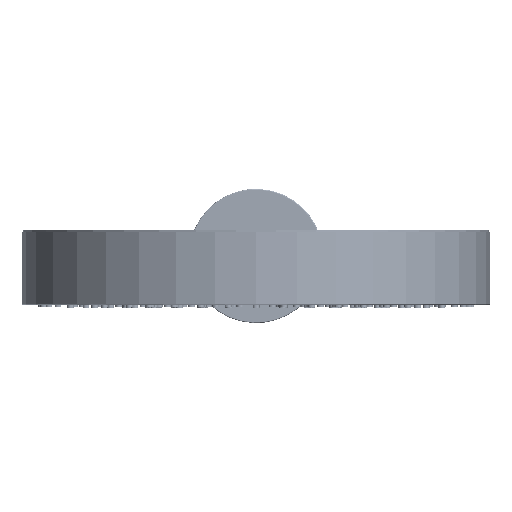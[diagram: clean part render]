
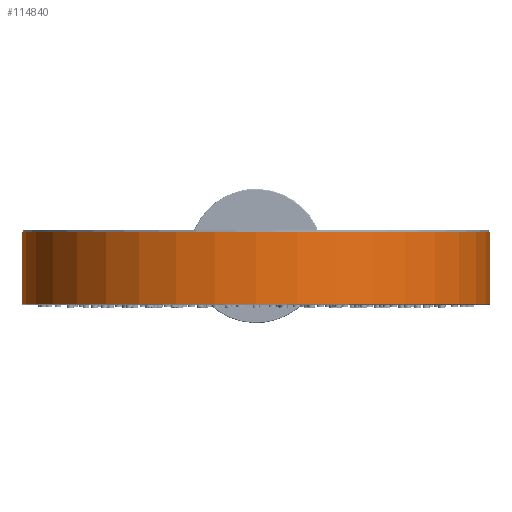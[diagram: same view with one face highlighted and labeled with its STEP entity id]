
A CAD part, top view. The second image highlights one B-rep face of the part: STEP entity #114840.
In plain terms, the highlighted cylindrical face has radius 125.5 mm (diameter 251 mm), a partial arc.
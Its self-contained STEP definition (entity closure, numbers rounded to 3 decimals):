
#105494=CARTESIAN_POINT('',(-135.,1021.05,
397.75));
#105495=DIRECTION('',(0.,-1.,
0.));
#105496=DIRECTION('',(1.,0.,0.));
#105497=AXIS2_PLACEMENT_3D('',#105494,#105495,#105496);
#105499=DIRECTION('',(0.,-1.,
0.));
#105500=VECTOR('',#105499,38.5);
#105501=CARTESIAN_POINT('',(-9.5,1059.55,
397.747));
#105502=LINE('',#105501,#105500);
#105511=DIRECTION('',(0.,-1.,0.));
#105512=VECTOR('',#105511,38.5);
#105513=CARTESIAN_POINT('',(-260.5,1059.55,
397.749));
#105514=LINE('',#105513,#105512);
#105515=CARTESIAN_POINT('',(-135.,1021.05,
397.75));
#105516=DIRECTION('',(0.,-1.,
0.));
#105517=DIRECTION('',(0.,0.,1.));
#105518=AXIS2_PLACEMENT_3D('',#105515,#105516,#105517);
#110514=CARTESIAN_POINT('',(-135.,1059.55,
397.747));
#110515=DIRECTION('',(0.,1.,0.));
#110516=DIRECTION('',(-1.,0.,0.));
#110517=AXIS2_PLACEMENT_3D('',#110514,#110515,#110516);
#112786=CARTESIAN_POINT('',(-260.5,1059.55,
397.749));
#112787=CARTESIAN_POINT('',(-260.5,1021.05,
397.75));
#112788=VERTEX_POINT('',#112786);
#112789=VERTEX_POINT('',#112787);
#112790=CARTESIAN_POINT('',(-9.5,1059.55,
397.747));
#112791=CARTESIAN_POINT('',(-9.5,1021.05,
397.75));
#112792=VERTEX_POINT('',#112790);
#112793=VERTEX_POINT('',#112791);
#112817=CARTESIAN_POINT('',(-135.,1021.06,
523.25));
#112818=VERTEX_POINT('',#112817);
#114823=CARTESIAN_POINT('',(-135.,1060.55,
397.747));
#114824=DIRECTION('',(0.,-1.,
0.));
#114825=DIRECTION('',(1.,0.,0.));
#114826=AXIS2_PLACEMENT_3D('',#114823,#114824,#114825);
#114827=CYLINDRICAL_SURFACE('',#114826,125.5);
#114829=ORIENTED_EDGE('',*,*,#114828,.T.);
#114831=ORIENTED_EDGE('',*,*,#114830,.T.);
#114833=ORIENTED_EDGE('',*,*,#114832,.F.);
#114835=ORIENTED_EDGE('',*,*,#114834,.T.);
#114837=ORIENTED_EDGE('',*,*,#114836,.T.);
#114838=EDGE_LOOP('',(#114829,#114831,#114833,#114835,#114837));
#114839=FACE_OUTER_BOUND('',#114838,.F.);
#114840=ADVANCED_FACE('',(#114839),#114827,.T.);
#105498=CIRCLE('',#105497,125.5);
#105519=CIRCLE('',#105518,125.5);
#110518=CIRCLE('',#110517,125.5);
#114828=EDGE_CURVE('',#112793,#112818,#105498,.T.);
#114830=EDGE_CURVE('',#112818,#112789,#105519,.T.);
#114832=EDGE_CURVE('',#112788,#112789,#105514,.T.);
#114834=EDGE_CURVE('',#112788,#112792,#110518,.T.);
#114836=EDGE_CURVE('',#112792,#112793,#105502,.T.);
